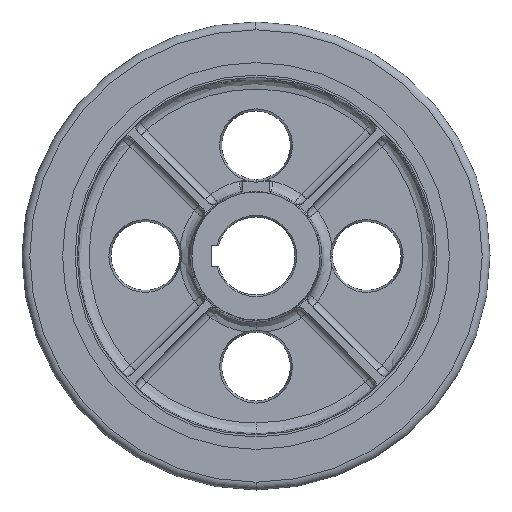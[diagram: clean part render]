
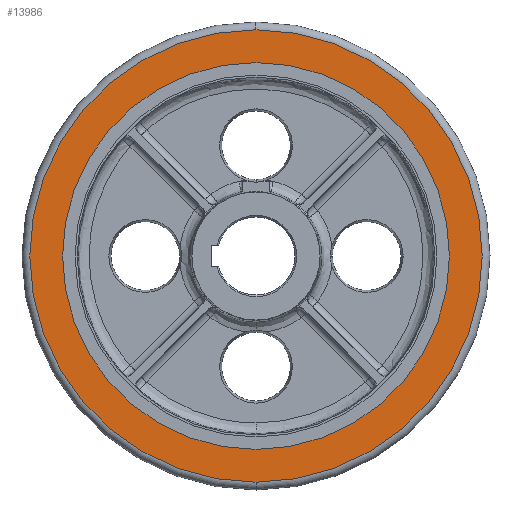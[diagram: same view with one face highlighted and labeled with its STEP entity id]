
A CAD part, left-side view. The second image highlights one B-rep face of the part: STEP entity #13986.
In plain terms, the highlighted planar face has unit normal (-1, 0, 0).
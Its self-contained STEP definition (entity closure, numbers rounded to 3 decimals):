
#1435 = EDGE_CURVE ( 'NONE', #2360, #10996, #6524, .T. ) ;
#1847 = CARTESIAN_POINT ( 'NONE',  ( -30., 0., 145. ) ) ;
#2068 = DIRECTION ( 'NONE',  ( 0., 0., -1. ) ) ;
#2115 = CIRCLE ( 'NONE', #4923, 145. ) ;
#2360 = VERTEX_POINT ( 'NONE', #1847 ) ;
#2805 = EDGE_CURVE ( 'NONE', #4424, #8369, #13872, .T. ) ;
#2818 = DIRECTION ( 'NONE',  ( 1., 0., 0. ) ) ;
#3245 = AXIS2_PLACEMENT_3D ( 'NONE', #13762, #4377, #10270 ) ;
#4044 = CARTESIAN_POINT ( 'NONE',  ( -30., 0., 0. ) ) ;
#4377 = DIRECTION ( 'NONE',  ( -1., 0., 0. ) ) ;
#4424 = VERTEX_POINT ( 'NONE', #12438 ) ;
#4923 = AXIS2_PLACEMENT_3D ( 'NONE', #4044, #2818, #8885 ) ;
#5112 = CARTESIAN_POINT ( 'NONE',  ( -30., 0., -124. ) ) ;
#5131 = DIRECTION ( 'NONE',  ( 1., 0., 0. ) ) ;
#5562 = FACE_BOUND ( 'NONE', #12869, .T. ) ;
#6524 = CIRCLE ( 'NONE', #15407, 145. ) ;
#6963 = CIRCLE ( 'NONE', #12288, 124. ) ;
#7011 = AXIS2_PLACEMENT_3D ( 'NONE', #11876, #12616, #7035 ) ;
#7035 = DIRECTION ( 'NONE',  ( 0., 0., -1. ) ) ;
#7171 = CARTESIAN_POINT ( 'NONE',  ( -30., 0., -145. ) ) ;
#7389 = EDGE_CURVE ( 'NONE', #8369, #4424, #6963, .T. ) ;
#8369 = VERTEX_POINT ( 'NONE', #5112 ) ;
#8489 = CARTESIAN_POINT ( 'NONE',  ( -30., 0., 0. ) ) ;
#8885 = DIRECTION ( 'NONE',  ( 0., 0., -1. ) ) ;
#9294 = ORIENTED_EDGE ( 'NONE', *, *, #2805, .T. ) ;
#9335 = DIRECTION ( 'NONE',  ( 1., 0., 0. ) ) ;
#9666 = DIRECTION ( 'NONE',  ( 0., 0., -1. ) ) ;
#10270 = DIRECTION ( 'NONE',  ( 0., 0., 1. ) ) ;
#10416 = PLANE ( 'NONE',  #3245 ) ;
#10996 = VERTEX_POINT ( 'NONE', #7171 ) ;
#11100 = ORIENTED_EDGE ( 'NONE', *, *, #1435, .F. ) ;
#11440 = ORIENTED_EDGE ( 'NONE', *, *, #7389, .T. ) ;
#11876 = CARTESIAN_POINT ( 'NONE',  ( -30., 0., 0. ) ) ;
#12288 = AXIS2_PLACEMENT_3D ( 'NONE', #8489, #5131, #9666 ) ;
#12438 = CARTESIAN_POINT ( 'NONE',  ( -30., 0., 124. ) ) ;
#12539 = EDGE_LOOP ( 'NONE', ( #13562, #11100 ) ) ;
#12616 = DIRECTION ( 'NONE',  ( 1., 0., 0. ) ) ;
#12869 = EDGE_LOOP ( 'NONE', ( #11440, #9294 ) ) ;
#13562 = ORIENTED_EDGE ( 'NONE', *, *, #15077, .F. ) ;
#13762 = CARTESIAN_POINT ( 'NONE',  ( -30., 124., 0. ) ) ;
#13872 = CIRCLE ( 'NONE', #7011, 124. ) ;
#13986 = ADVANCED_FACE ( 'NONE', ( #5562, #15274 ), #10416, .T. ) ;
#15077 = EDGE_CURVE ( 'NONE', #10996, #2360, #2115, .T. ) ;
#15274 = FACE_OUTER_BOUND ( 'NONE', #12539, .T. ) ;
#15378 = CARTESIAN_POINT ( 'NONE',  ( -30., 0., 0. ) ) ;
#15407 = AXIS2_PLACEMENT_3D ( 'NONE', #15378, #9335, #2068 ) ;
